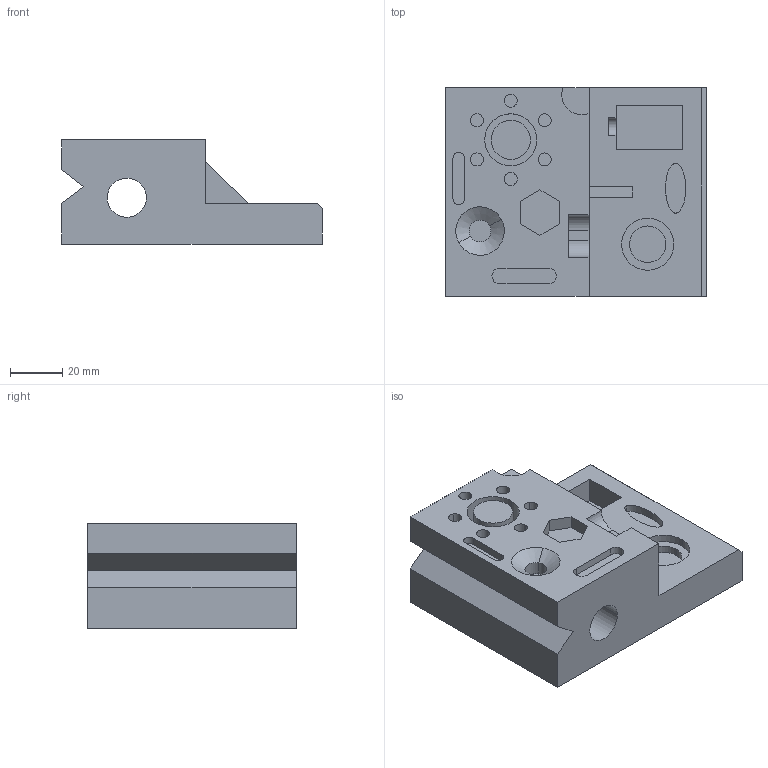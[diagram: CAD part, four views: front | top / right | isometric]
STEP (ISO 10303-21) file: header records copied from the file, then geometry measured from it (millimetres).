
FILE_DESCRIPTION(('CATIA V5 STEP Exchange'),'2;1');
FILE_NAME('case study1_new.stp','2025-09-10T06:38:03+00:00',('none'),('none'),'CATIA Version 5 Release 21 GA (IN-10)','CATIA V5 STEP AP203','none');
FILE_SCHEMA(('CONFIG_CONTROL_DESIGN'));
Length unit declared in the file: millimetre
Products named in the file (1): Part1
Bounding box: 100 x 80 x 40 mm (x, y, z)
Volume: 202280.3 mm3; surface area: 36013.7 mm2
Topology: 1 solids, 1 shells, 87 faces, 205 edges, 136 vertices
Faces by surface type: plane 51, cylinder 32, extrusion 2, cone 2
Entity records: 2401 total; most frequent: CARTESIAN_POINT 433, ORIENTED_EDGE 410, DIRECTION 333, EDGE_CURVE 205, VECTOR 137, VERTEX_POINT 136, LINE 135, AXIS2_PLACEMENT_3D 132
